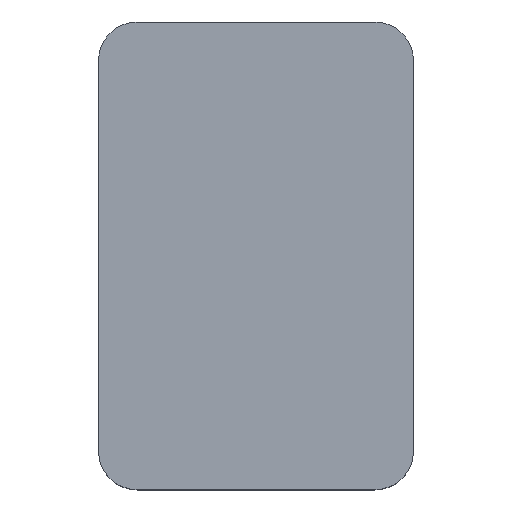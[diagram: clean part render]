
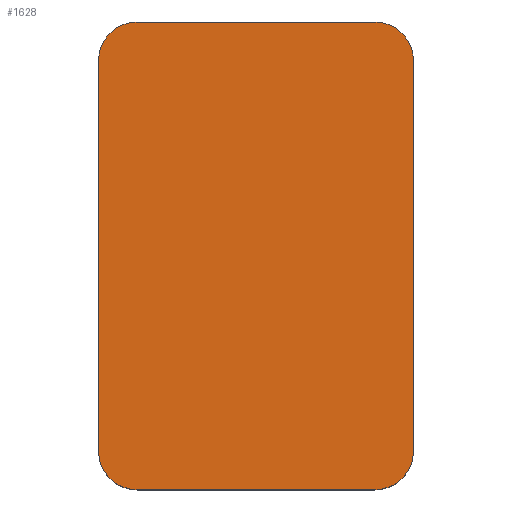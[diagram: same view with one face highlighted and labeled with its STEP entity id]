
A CAD part, top view. The second image highlights one B-rep face of the part: STEP entity #1628.
In plain terms, the highlighted planar face has unit normal (0, 0, 1).
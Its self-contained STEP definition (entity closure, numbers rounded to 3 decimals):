
#1392 = VERTEX_POINT('',#1393);
#1393 = CARTESIAN_POINT('',(18.55,23.,17.));
#1399 = EDGE_CURVE('',#1392,#1400,#1402,.T.);
#1400 = VERTEX_POINT('',#1401);
#1401 = CARTESIAN_POINT('',(14.,27.55,17.));
#1402 = CIRCLE('',#1403,4.55);
#1403 = AXIS2_PLACEMENT_3D('',#1404,#1405,#1406);
#1404 = CARTESIAN_POINT('',(14.,23.,17.));
#1405 = DIRECTION('',(0.,0.,1.));
#1406 = DIRECTION('',(1.,0.,0.));
#1424 = EDGE_CURVE('',#1400,#1425,#1427,.T.);
#1425 = VERTEX_POINT('',#1426);
#1426 = CARTESIAN_POINT('',(-14.,27.55,17.));
#1427 = LINE('',#1428,#1429);
#1428 = CARTESIAN_POINT('',(14.,27.55,17.));
#1429 = VECTOR('',#1430,1.);
#1430 = DIRECTION('',(-1.,0.,0.));
#1448 = EDGE_CURVE('',#1425,#1449,#1451,.T.);
#1449 = VERTEX_POINT('',#1450);
#1450 = CARTESIAN_POINT('',(-18.55,23.,17.));
#1451 = CIRCLE('',#1452,4.55);
#1452 = AXIS2_PLACEMENT_3D('',#1453,#1454,#1455);
#1453 = CARTESIAN_POINT('',(-14.,23.,17.));
#1454 = DIRECTION('',(0.,0.,1.));
#1455 = DIRECTION('',(1.,0.,0.));
#1473 = EDGE_CURVE('',#1449,#1474,#1476,.T.);
#1474 = VERTEX_POINT('',#1475);
#1475 = CARTESIAN_POINT('',(-18.55,-23.,17.));
#1476 = LINE('',#1477,#1478);
#1477 = CARTESIAN_POINT('',(-18.55,23.,17.));
#1478 = VECTOR('',#1479,1.);
#1479 = DIRECTION('',(0.,-1.,0.));
#1497 = EDGE_CURVE('',#1474,#1498,#1500,.T.);
#1498 = VERTEX_POINT('',#1499);
#1499 = CARTESIAN_POINT('',(-14.,-27.55,17.));
#1500 = CIRCLE('',#1501,4.55);
#1501 = AXIS2_PLACEMENT_3D('',#1502,#1503,#1504);
#1502 = CARTESIAN_POINT('',(-14.,-23.,17.));
#1503 = DIRECTION('',(0.,0.,1.));
#1504 = DIRECTION('',(1.,0.,0.));
#1522 = EDGE_CURVE('',#1498,#1523,#1525,.T.);
#1523 = VERTEX_POINT('',#1524);
#1524 = CARTESIAN_POINT('',(14.,-27.55,17.));
#1525 = LINE('',#1526,#1527);
#1526 = CARTESIAN_POINT('',(-14.,-27.55,17.));
#1527 = VECTOR('',#1528,1.);
#1528 = DIRECTION('',(1.,0.,0.));
#1546 = EDGE_CURVE('',#1523,#1547,#1549,.T.);
#1547 = VERTEX_POINT('',#1548);
#1548 = CARTESIAN_POINT('',(18.55,-23.,17.));
#1549 = CIRCLE('',#1550,4.55);
#1550 = AXIS2_PLACEMENT_3D('',#1551,#1552,#1553);
#1551 = CARTESIAN_POINT('',(14.,-23.,17.));
#1552 = DIRECTION('',(0.,0.,1.));
#1553 = DIRECTION('',(1.,0.,0.));
#1571 = EDGE_CURVE('',#1547,#1392,#1572,.T.);
#1572 = LINE('',#1573,#1574);
#1573 = CARTESIAN_POINT('',(18.55,-23.,17.));
#1574 = VECTOR('',#1575,1.);
#1575 = DIRECTION('',(0.,1.,0.));
#1628 = ADVANCED_FACE('',(#1629),#1639,.T.);
#1629 = FACE_BOUND('',#1630,.T.);
#1630 = EDGE_LOOP('',(#1631,#1632,#1633,#1634,#1635,#1636,#1637,#1638));
#1631 = ORIENTED_EDGE('',*,*,#1473,.T.);
#1632 = ORIENTED_EDGE('',*,*,#1497,.T.);
#1633 = ORIENTED_EDGE('',*,*,#1522,.T.);
#1634 = ORIENTED_EDGE('',*,*,#1546,.T.);
#1635 = ORIENTED_EDGE('',*,*,#1571,.T.);
#1636 = ORIENTED_EDGE('',*,*,#1399,.T.);
#1637 = ORIENTED_EDGE('',*,*,#1424,.T.);
#1638 = ORIENTED_EDGE('',*,*,#1448,.T.);
#1639 = PLANE('',#1640);
#1640 = AXIS2_PLACEMENT_3D('',#1641,#1642,#1643);
#1641 = CARTESIAN_POINT('',(0.,0.,17.));
#1642 = DIRECTION('',(0.,0.,1.));
#1643 = DIRECTION('',(1.,0.,0.));
